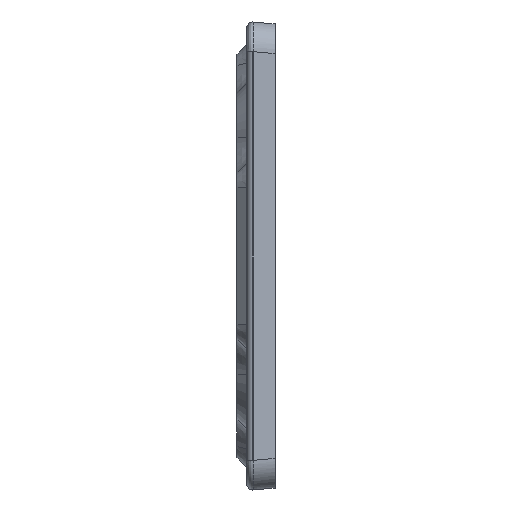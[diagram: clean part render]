
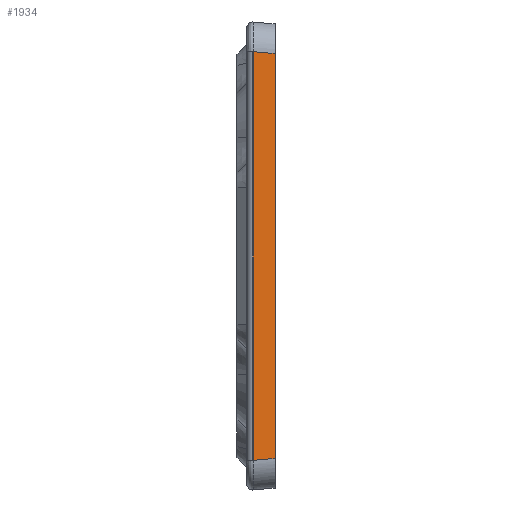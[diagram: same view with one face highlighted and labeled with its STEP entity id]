
A CAD part, left-side view. The second image highlights one B-rep face of the part: STEP entity #1934.
In plain terms, the highlighted planar face has unit normal (-0.996, -0.087, 0).
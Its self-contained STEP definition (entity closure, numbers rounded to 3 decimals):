
#616 = CARTESIAN_POINT ( 'NONE',  ( -128.242, 3.663, 34.261 ) ) ;
#1358 = VECTOR ( 'NONE', #25013, 1000. ) ;
#1934 = ADVANCED_FACE ( 'NONE', ( #21232 ), #3560, .T. ) ;
#3560 = PLANE ( 'NONE',  #4201 ) ;
#4201 = AXIS2_PLACEMENT_3D ( 'NONE', #25313, #7654, #15555 ) ;
#4727 = ORIENTED_EDGE ( 'NONE', *, *, #15003, .T. ) ;
#5242 = VERTEX_POINT ( 'NONE', #616 ) ;
#5378 = DIRECTION ( 'NONE',  ( 0., 0., 1. ) ) ;
#6075 = DIRECTION ( 'NONE',  ( 0., 0., 1. ) ) ;
#6159 = CARTESIAN_POINT ( 'NONE',  ( -127.922, 0., 33.941 ) ) ;
#7219 = DIRECTION ( 'NONE',  ( 0.087, -0.992, -0.087 ) ) ;
#7654 = DIRECTION ( 'NONE',  ( -0.996, -0.087, 0. ) ) ;
#8619 = VECTOR ( 'NONE', #7219, 1000. ) ;
#9290 = LINE ( 'NONE', #17194, #1358 ) ;
#10552 = EDGE_CURVE ( 'NONE', #11885, #5242, #15207, .T. ) ;
#10956 = VERTEX_POINT ( 'NONE', #6159 ) ;
#11885 = VERTEX_POINT ( 'NONE', #14552 ) ;
#12481 = EDGE_CURVE ( 'NONE', #5242, #10956, #17051, .T. ) ;
#12531 = VERTEX_POINT ( 'NONE', #13418 ) ;
#12704 = ORIENTED_EDGE ( 'NONE', *, *, #12481, .F. ) ;
#13418 = CARTESIAN_POINT ( 'NONE',  ( -127.922, 0., -33.941 ) ) ;
#14552 = CARTESIAN_POINT ( 'NONE',  ( -128.242, 3.663, -34.261 ) ) ;
#15003 = EDGE_CURVE ( 'NONE', #11885, #12531, #9290, .T. ) ;
#15207 = LINE ( 'NONE', #23040, #20627 ) ;
#15555 = DIRECTION ( 'NONE',  ( 0.087, -0.996, 0. ) ) ;
#15900 = LINE ( 'NONE', #23751, #16343 ) ;
#16343 = VECTOR ( 'NONE', #6075, 1000. ) ;
#17051 = LINE ( 'NONE', #24862, #8619 ) ;
#17194 = CARTESIAN_POINT ( 'NONE',  ( -128.242, 3.663, -34.261 ) ) ;
#20569 = ORIENTED_EDGE ( 'NONE', *, *, #23163, .T. ) ;
#20627 = VECTOR ( 'NONE', #5378, 1000. ) ;
#21232 = FACE_OUTER_BOUND ( 'NONE', #21330, .T. ) ;
#21330 = EDGE_LOOP ( 'NONE', ( #4727, #20569, #12704, #24639 ) ) ;
#23040 = CARTESIAN_POINT ( 'NONE',  ( -128.242, 3.663, -34.3 ) ) ;
#23163 = EDGE_CURVE ( 'NONE', #12531, #10956, #15900, .T. ) ;
#23751 = CARTESIAN_POINT ( 'NONE',  ( -127.922, 0., -34.3 ) ) ;
#24639 = ORIENTED_EDGE ( 'NONE', *, *, #10552, .F. ) ;
#24862 = CARTESIAN_POINT ( 'NONE',  ( -126.391, -17.492, 32.41 ) ) ;
#25013 = DIRECTION ( 'NONE',  ( 0.087, -0.992, 0.087 ) ) ;
#25313 = CARTESIAN_POINT ( 'NONE',  ( -128.25, 3.754, -34.3 ) ) ;
